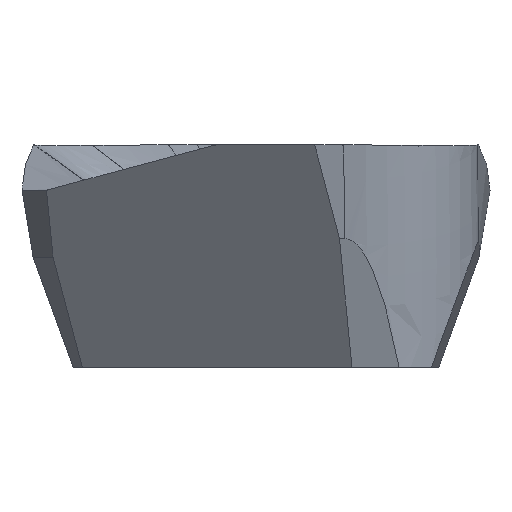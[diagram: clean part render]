
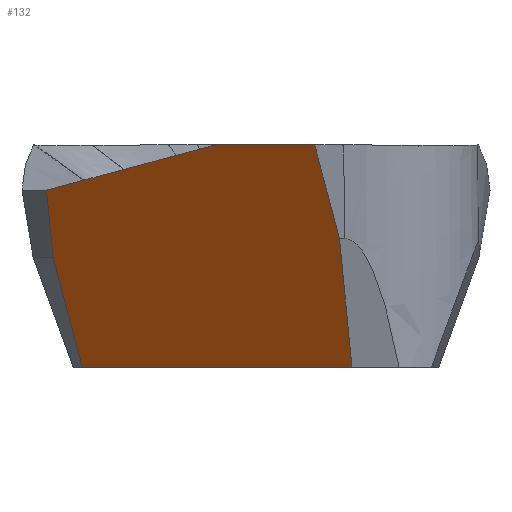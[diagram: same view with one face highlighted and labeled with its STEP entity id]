
A CAD part, left-side view. The second image highlights one B-rep face of the part: STEP entity #132.
In plain terms, the highlighted planar face has unit normal (-0.814, 0.47, -0.342).
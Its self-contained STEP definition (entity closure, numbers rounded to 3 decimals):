
#80=FACE_OUTER_BOUND('',#230,.T.);
#132=ADVANCED_FACE('',(#80),#177,.F.);
#177=PLANE('',#1059);
#230=EDGE_LOOP('',(#350,#351,#352,#353,#354,#355,#356,#357));
#350=ORIENTED_EDGE('',*,*,#669,.T.);
#351=ORIENTED_EDGE('',*,*,#674,.T.);
#352=ORIENTED_EDGE('',*,*,#614,.T.);
#353=ORIENTED_EDGE('',*,*,#675,.F.);
#354=ORIENTED_EDGE('',*,*,#676,.F.);
#355=ORIENTED_EDGE('',*,*,#677,.T.);
#356=ORIENTED_EDGE('',*,*,#678,.F.);
#357=ORIENTED_EDGE('',*,*,#673,.F.);
#533=VERTEX_POINT('',#1502);
#535=VERTEX_POINT('',#1505);
#581=VERTEX_POINT('',#2324);
#582=VERTEX_POINT('',#2326);
#583=VERTEX_POINT('',#2362);
#584=VERTEX_POINT('',#2403);
#585=VERTEX_POINT('',#2405);
#586=VERTEX_POINT('',#2407);
#614=EDGE_CURVE('',#535,#533,#878,.T.);
#669=EDGE_CURVE('',#582,#581,#894,.T.);
#673=EDGE_CURVE('',#582,#583,#801,.T.);
#674=EDGE_CURVE('',#581,#535,#897,.T.);
#675=EDGE_CURVE('',#584,#533,#898,.T.);
#676=EDGE_CURVE('',#585,#584,#899,.T.);
#677=EDGE_CURVE('',#585,#586,#900,.T.);
#678=EDGE_CURVE('',#583,#586,#802,.T.);
#801=B_SPLINE_CURVE_WITH_KNOTS('',3,(#2363,#2364,#2365,#2366,#2367,#2368,
#2369,#2370,#2371,#2372),.UNSPECIFIED.,.F.,.F.,(4,3,3,4),(0.,0.257,
0.514,1.),.UNSPECIFIED.);
#802=B_SPLINE_CURVE_WITH_KNOTS('',3,(#2408,#2409,#2410,#2411,#2412),
 .UNSPECIFIED.,.F.,.F.,(4,1,4),(0.,0.5,1.),.UNSPECIFIED.);
#878=LINE('',#1504,#932);
#894=LINE('',#2325,#948);
#897=LINE('',#2401,#951);
#898=LINE('',#2402,#952);
#899=LINE('',#2404,#953);
#900=LINE('',#2406,#954);
#932=VECTOR('',#1113,1.);
#948=VECTOR('',#1143,1.);
#951=VECTOR('',#1148,1.);
#952=VECTOR('',#1149,1.);
#953=VECTOR('',#1150,1.);
#954=VECTOR('',#1151,1.);
#1059=AXIS2_PLACEMENT_3D('',#2413,#1152,#1153);
#1113=DIRECTION('',(-0.5,-0.866,0.));
#1143=DIRECTION('',(0.339,-0.094,-0.936));
#1148=DIRECTION('',(0.249,-0.249,-0.936));
#1149=DIRECTION('',(0.341,-0.091,-0.936));
#1150=DIRECTION('',(0.251,-0.247,-0.936));
#1151=DIRECTION('',(0.5,0.866,0.));
#1152=DIRECTION('',(0.814,-0.47,0.342));
#1153=DIRECTION('',(-0.5,-0.866,0.));
#1502=CARTESIAN_POINT('',(-8.383,-2.16,-5.));
#1504=CARTESIAN_POINT('',(-4.882,3.904,-5.));
#1505=CARTESIAN_POINT('',(-4.882,3.904,-5.));
#2324=CARTESIAN_POINT('',(-5.542,4.565,-2.522));
#2325=CARTESIAN_POINT('',(-6.087,4.715,-1.018));
#2326=CARTESIAN_POINT('',(-6.087,4.715,-1.018));
#2362=CARTESIAN_POINT('',(-7.031,3.348,-0.652));
#2363=CARTESIAN_POINT('',(-6.087,4.715,-1.018));
#2364=CARTESIAN_POINT('',(-6.168,4.598,-0.987));
#2365=CARTESIAN_POINT('',(-6.249,4.481,-0.955));
#2366=CARTESIAN_POINT('',(-6.33,4.364,-0.924));
#2367=CARTESIAN_POINT('',(-6.411,4.247,-0.892));
#2368=CARTESIAN_POINT('',(-6.492,4.129,-0.861));
#2369=CARTESIAN_POINT('',(-6.572,4.012,-0.83));
#2370=CARTESIAN_POINT('',(-6.725,3.791,-0.77));
#2371=CARTESIAN_POINT('',(-6.878,3.57,-0.711));
#2372=CARTESIAN_POINT('',(-7.031,3.348,-0.652));
#2401=CARTESIAN_POINT('',(-5.542,4.565,-2.522));
#2402=CARTESIAN_POINT('',(-9.434,-1.878,-2.113));
#2403=CARTESIAN_POINT('',(-9.434,-1.878,-2.113));
#2404=CARTESIAN_POINT('',(-10.,-1.321,0.));
#2405=CARTESIAN_POINT('',(-10.,-1.321,0.));
#2406=CARTESIAN_POINT('',(-10.,-1.321,0.));
#2407=CARTESIAN_POINT('',(-8.709,0.916,0.));
#2408=CARTESIAN_POINT('',(-7.031,3.348,-0.652));
#2409=CARTESIAN_POINT('',(-7.313,2.939,-0.542));
#2410=CARTESIAN_POINT('',(-7.874,2.125,-0.324));
#2411=CARTESIAN_POINT('',(-8.431,1.318,-0.108));
#2412=CARTESIAN_POINT('',(-8.709,0.916,0.));
#2413=CARTESIAN_POINT('',(-8.228,1.748,0.));
